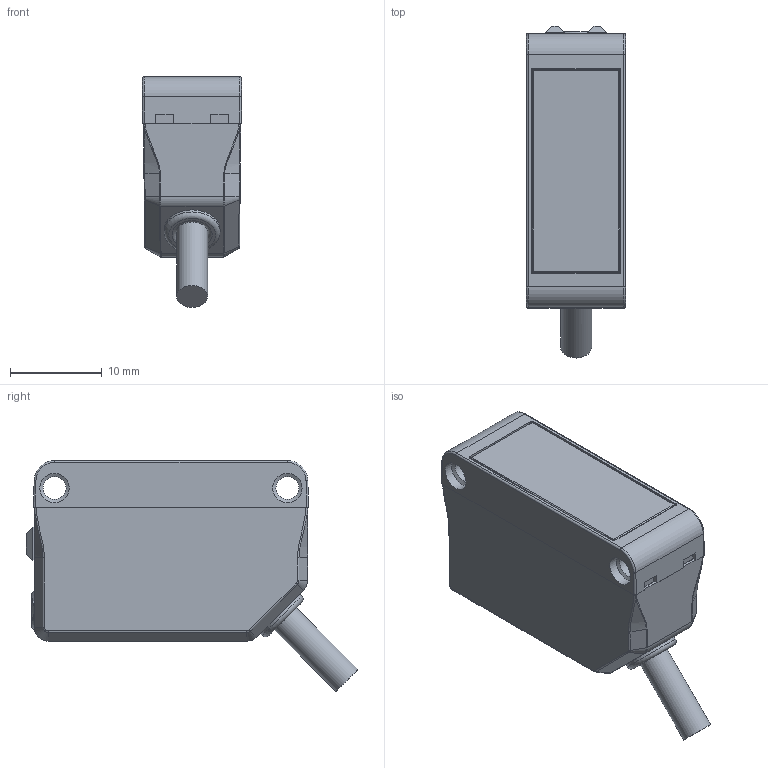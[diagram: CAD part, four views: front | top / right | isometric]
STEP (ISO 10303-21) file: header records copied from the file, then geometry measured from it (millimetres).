
FILE_DESCRIPTION(/* description */ (''),/* implementation_level */ '2;1');
FILE_NAME(/* name */ 'xD30CT-A2IO6463.stp',/* time_stamp */ '2025-02-26T10:22:34+01:00',/* author */ ('Tove.Virkelyst'),/* organization */ (''),/* preprocessor_version */ 'ST-DEVELOPER v20',/* originating_system */ 'Autodesk Inventor 2025',/* authorisation */ '');
FILE_SCHEMA (('AUTOMOTIVE_DESIGN { 1 0 10303 214 3 1 1 }'));
Length unit declared in the file: millimetre
Products named in the file (1): xD30CT-A2IO6463
Bounding box: 10.8 x 36.18 x 25.19 mm (x, y, z)
Volume: 5879.5 mm3; surface area: 2566.1 mm2
Topology: 1 solids, 3 shells, 213 faces, 513 edges, 310 vertices
Faces by surface type: plane 105, cylinder 46, bspline 40, cone 11, torus 7, sphere 4
Full cylindrical faces by diameter (mm): 2.5 x2, 3.2 x4, 3.383 x1
Entity records: 13064 total; most frequent: CARTESIAN_POINT 8038, ORIENTED_EDGE 1020, DIRECTION 942, EDGE_CURVE 510, AXIS2_PLACEMENT_3D 321, VERTEX_POINT 310, LINE 300, VECTOR 300
